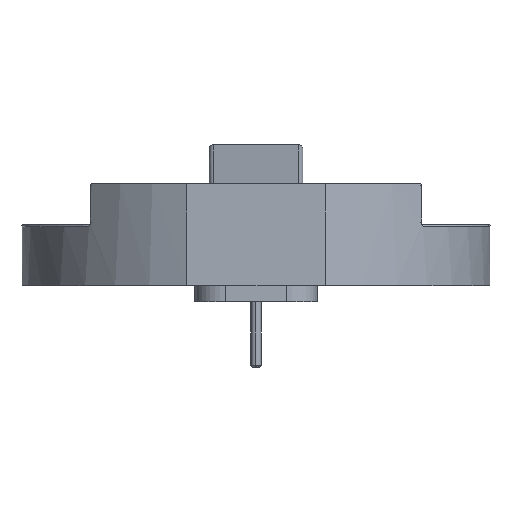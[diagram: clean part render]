
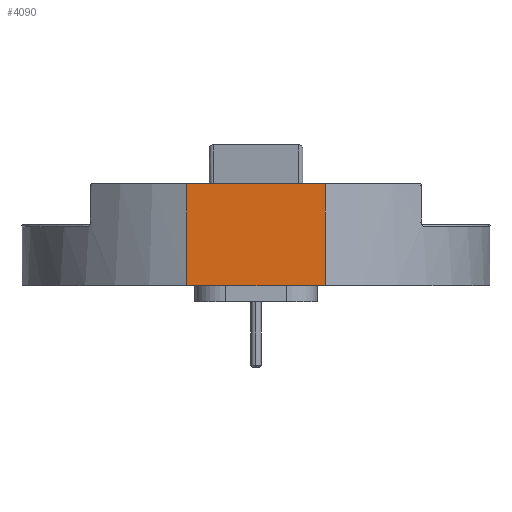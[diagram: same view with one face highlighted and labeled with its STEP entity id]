
A CAD part, front view. The second image highlights one B-rep face of the part: STEP entity #4090.
In plain terms, the highlighted planar face has unit normal (0, -1, 0).
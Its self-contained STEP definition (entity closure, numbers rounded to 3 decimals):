
#1860 = PLANE('',#1861);
#1861 = AXIS2_PLACEMENT_3D('',#1862,#1863,#1864);
#1862 = CARTESIAN_POINT('',(0.,-1.176,
    0.9));
#1863 = DIRECTION('',(0.,0.,1.));
#1864 = DIRECTION('',(0.,-1.,0.));
#3049 = EDGE_CURVE('',#3050,#3052,#3054,.T.);
#3050 = VERTEX_POINT('',#3051);
#3051 = CARTESIAN_POINT('',(-3.4,-14.85,0.9));
#3052 = VERTEX_POINT('',#3053);
#3053 = CARTESIAN_POINT('',(3.4,-14.85,0.9));
#3054 = SURFACE_CURVE('',#3055,(#3059,#3066),.PCURVE_S1.);
#3055 = LINE('',#3056,#3057);
#3056 = CARTESIAN_POINT('',(0.,-14.85,
    0.9));
#3057 = VECTOR('',#3058,1.);
#3058 = DIRECTION('',(1.,0.,0.));
#3059 = PCURVE('',#1860,#3060);
#3060 = DEFINITIONAL_REPRESENTATION('',(#3061),#3065);
#3061 = LINE('',#3062,#3063);
#3062 = CARTESIAN_POINT('',(13.674,0.));
#3063 = VECTOR('',#3064,1.);
#3064 = DIRECTION('',(0.,1.));
#3065 = ( GEOMETRIC_REPRESENTATION_CONTEXT(2) 
PARAMETRIC_REPRESENTATION_CONTEXT() REPRESENTATION_CONTEXT('2D SPACE',''
  ) );
#3066 = PCURVE('',#3067,#3072);
#3067 = PLANE('',#3068);
#3068 = AXIS2_PLACEMENT_3D('',#3069,#3070,#3071);
#3069 = CARTESIAN_POINT('',(3.4,-14.85,0.9));
#3070 = DIRECTION('',(0.,-1.,0.));
#3071 = DIRECTION('',(0.,-0.,-1.));
#3072 = DEFINITIONAL_REPRESENTATION('',(#3073),#3077);
#3073 = LINE('',#3074,#3075);
#3074 = CARTESIAN_POINT('',(0.,-3.4));
#3075 = VECTOR('',#3076,1.);
#3076 = DIRECTION('',(0.,1.));
#3077 = ( GEOMETRIC_REPRESENTATION_CONTEXT(2) 
PARAMETRIC_REPRESENTATION_CONTEXT() REPRESENTATION_CONTEXT('2D SPACE',''
  ) );
#3095 = PLANE('',#3096);
#3096 = AXIS2_PLACEMENT_3D('',#3097,#3098,#3099);
#3097 = CARTESIAN_POINT('',(-3.4,-9.35,0.9));
#3098 = DIRECTION('',(-1.,0.,0.));
#3099 = DIRECTION('',(-0.,0.,-1.));
#3167 = PLANE('',#3168);
#3168 = AXIS2_PLACEMENT_3D('',#3169,#3170,#3171);
#3169 = CARTESIAN_POINT('',(3.4,-9.35,0.9));
#3170 = DIRECTION('',(1.,0.,0.));
#3171 = DIRECTION('',(0.,0.,1.));
#4043 = VERTEX_POINT('',#4044);
#4044 = CARTESIAN_POINT('',(3.4,-14.85,5.9));
#4058 = PLANE('',#4059);
#4059 = AXIS2_PLACEMENT_3D('',#4060,#4061,#4062);
#4060 = CARTESIAN_POINT('',(0.,-1.176,
    5.9));
#4061 = DIRECTION('',(0.,0.,1.));
#4062 = DIRECTION('',(0.,-1.,0.));
#4070 = EDGE_CURVE('',#4043,#3052,#4071,.T.);
#4071 = SURFACE_CURVE('',#4072,(#4076,#4083),.PCURVE_S1.);
#4072 = LINE('',#4073,#4074);
#4073 = CARTESIAN_POINT('',(3.4,-14.85,0.9));
#4074 = VECTOR('',#4075,1.);
#4075 = DIRECTION('',(0.,0.,-1.));
#4076 = PCURVE('',#3167,#4077);
#4077 = DEFINITIONAL_REPRESENTATION('',(#4078),#4082);
#4078 = LINE('',#4079,#4080);
#4079 = CARTESIAN_POINT('',(0.,5.5));
#4080 = VECTOR('',#4081,1.);
#4081 = DIRECTION('',(-1.,0.));
#4082 = ( GEOMETRIC_REPRESENTATION_CONTEXT(2) 
PARAMETRIC_REPRESENTATION_CONTEXT() REPRESENTATION_CONTEXT('2D SPACE',''
  ) );
#4083 = PCURVE('',#3067,#4084);
#4084 = DEFINITIONAL_REPRESENTATION('',(#4085),#4089);
#4085 = LINE('',#4086,#4087);
#4086 = CARTESIAN_POINT('',(0.,0.));
#4087 = VECTOR('',#4088,1.);
#4088 = DIRECTION('',(1.,0.));
#4089 = ( GEOMETRIC_REPRESENTATION_CONTEXT(2) 
PARAMETRIC_REPRESENTATION_CONTEXT() REPRESENTATION_CONTEXT('2D SPACE',''
  ) );
#4090 = ADVANCED_FACE('',(#4091),#3067,.T.);
#4091 = FACE_BOUND('',#4092,.T.);
#4092 = EDGE_LOOP('',(#4093,#4094,#4095,#4118));
#4093 = ORIENTED_EDGE('',*,*,#3049,.T.);
#4094 = ORIENTED_EDGE('',*,*,#4070,.F.);
#4095 = ORIENTED_EDGE('',*,*,#4096,.T.);
#4096 = EDGE_CURVE('',#4043,#4097,#4099,.T.);
#4097 = VERTEX_POINT('',#4098);
#4098 = CARTESIAN_POINT('',(-3.4,-14.85,5.9));
#4099 = SURFACE_CURVE('',#4100,(#4104,#4111),.PCURVE_S1.);
#4100 = LINE('',#4101,#4102);
#4101 = CARTESIAN_POINT('',(3.4,-14.85,5.9));
#4102 = VECTOR('',#4103,1.);
#4103 = DIRECTION('',(-1.,0.,-0.));
#4104 = PCURVE('',#3067,#4105);
#4105 = DEFINITIONAL_REPRESENTATION('',(#4106),#4110);
#4106 = LINE('',#4107,#4108);
#4107 = CARTESIAN_POINT('',(-5.,0.));
#4108 = VECTOR('',#4109,1.);
#4109 = DIRECTION('',(0.,-1.));
#4110 = ( GEOMETRIC_REPRESENTATION_CONTEXT(2) 
PARAMETRIC_REPRESENTATION_CONTEXT() REPRESENTATION_CONTEXT('2D SPACE',''
  ) );
#4111 = PCURVE('',#4058,#4112);
#4112 = DEFINITIONAL_REPRESENTATION('',(#4113),#4117);
#4113 = LINE('',#4114,#4115);
#4114 = CARTESIAN_POINT('',(13.674,3.4));
#4115 = VECTOR('',#4116,1.);
#4116 = DIRECTION('',(0.,-1.));
#4117 = ( GEOMETRIC_REPRESENTATION_CONTEXT(2) 
PARAMETRIC_REPRESENTATION_CONTEXT() REPRESENTATION_CONTEXT('2D SPACE',''
  ) );
#4118 = ORIENTED_EDGE('',*,*,#4119,.T.);
#4119 = EDGE_CURVE('',#4097,#3050,#4120,.T.);
#4120 = SURFACE_CURVE('',#4121,(#4125,#4132),.PCURVE_S1.);
#4121 = LINE('',#4122,#4123);
#4122 = CARTESIAN_POINT('',(-3.4,-14.85,0.9));
#4123 = VECTOR('',#4124,1.);
#4124 = DIRECTION('',(0.,-0.,-1.));
#4125 = PCURVE('',#3067,#4126);
#4126 = DEFINITIONAL_REPRESENTATION('',(#4127),#4131);
#4127 = LINE('',#4128,#4129);
#4128 = CARTESIAN_POINT('',(0.,-6.8));
#4129 = VECTOR('',#4130,1.);
#4130 = DIRECTION('',(1.,0.));
#4131 = ( GEOMETRIC_REPRESENTATION_CONTEXT(2) 
PARAMETRIC_REPRESENTATION_CONTEXT() REPRESENTATION_CONTEXT('2D SPACE',''
  ) );
#4132 = PCURVE('',#3095,#4133);
#4133 = DEFINITIONAL_REPRESENTATION('',(#4134),#4138);
#4134 = LINE('',#4135,#4136);
#4135 = CARTESIAN_POINT('',(0.,5.5));
#4136 = VECTOR('',#4137,1.);
#4137 = DIRECTION('',(1.,0.));
#4138 = ( GEOMETRIC_REPRESENTATION_CONTEXT(2) 
PARAMETRIC_REPRESENTATION_CONTEXT() REPRESENTATION_CONTEXT('2D SPACE',''
  ) );
